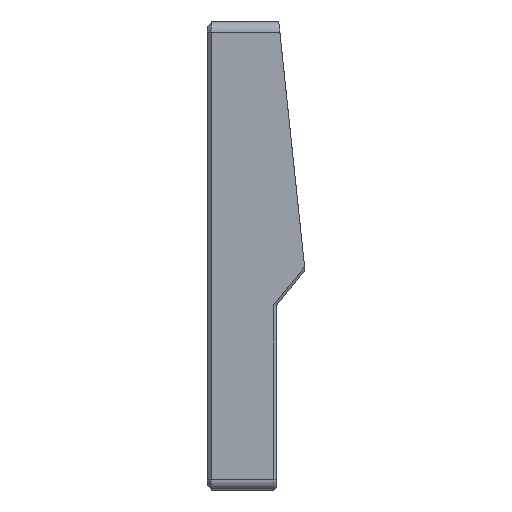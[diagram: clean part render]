
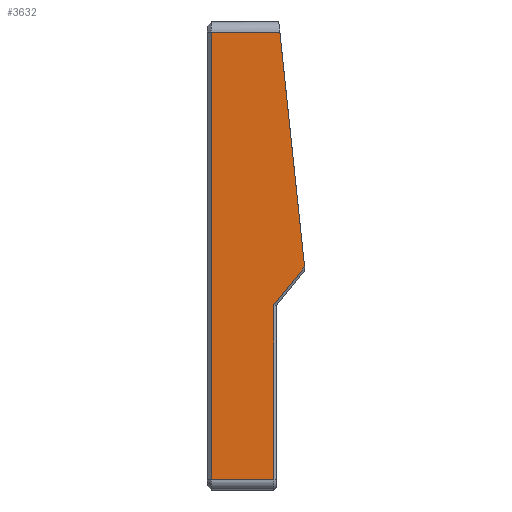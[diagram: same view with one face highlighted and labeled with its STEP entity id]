
A CAD part, left-side view. The second image highlights one B-rep face of the part: STEP entity #3632.
In plain terms, the highlighted planar face has unit normal (-1, 0, 0).
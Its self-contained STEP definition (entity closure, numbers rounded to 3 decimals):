
#63=PLANE('',#3873);
#269=FACE_OUTER_BOUND('',#470,.T.);
#470=EDGE_LOOP('',(#3185,#3186,#3187,#3188,#3189,#3190));
#992=LINE('',#9146,#1194);
#1015=LINE('',#12806,#1217);
#1018=LINE('',#12813,#1220);
#1021=LINE('',#14615,#1223);
#1023=LINE('',#14623,#1225);
#1024=LINE('',#14625,#1226);
#1194=VECTOR('',#4361,10.);
#1217=VECTOR('',#4446,10.);
#1220=VECTOR('',#4455,10.);
#1223=VECTOR('',#4472,10.);
#1225=VECTOR('',#4486,10.);
#1226=VECTOR('',#4489,10.);
#1584=VERTEX_POINT('',#9143);
#1585=VERTEX_POINT('',#9145);
#1605=VERTEX_POINT('',#12805);
#1606=VERTEX_POINT('',#12809);
#1607=VERTEX_POINT('',#14611);
#1608=VERTEX_POINT('',#14613);
#2059=EDGE_CURVE('',#1585,#1584,#992,.T.);
#2123=EDGE_CURVE('',#1585,#1605,#1015,.T.);
#2127=EDGE_CURVE('',#1605,#1606,#1018,.T.);
#2146=EDGE_CURVE('',#1608,#1607,#1021,.T.);
#2150=EDGE_CURVE('',#1607,#1584,#1023,.T.);
#2151=EDGE_CURVE('',#1606,#1608,#1024,.T.);
#3185=ORIENTED_EDGE('',*,*,#2123,.F.);
#3186=ORIENTED_EDGE('',*,*,#2059,.T.);
#3187=ORIENTED_EDGE('',*,*,#2150,.F.);
#3188=ORIENTED_EDGE('',*,*,#2146,.F.);
#3189=ORIENTED_EDGE('',*,*,#2151,.F.);
#3190=ORIENTED_EDGE('',*,*,#2127,.F.);
#3632=ADVANCED_FACE('',(#269),#63,.T.);
#3873=AXIS2_PLACEMENT_3D('',#14624,#4487,#4488);
#4361=DIRECTION('',(0.,0.105,0.995));
#4446=DIRECTION('',(0.,0.629,-0.777));
#4455=DIRECTION('',(0.,0.,-1.));
#4472=DIRECTION('',(0.,0.,1.));
#4486=DIRECTION('',(0.,-1.,0.));
#4487=DIRECTION('center_axis',(-1.,0.,0.));
#4488=DIRECTION('ref_axis',(0.,0.,1.));
#4489=DIRECTION('',(0.,1.,0.));
#9143=CARTESIAN_POINT('',(-130.325,-10.763,54.625));
#9145=CARTESIAN_POINT('',(-130.325,-16.785,-2.67));
#9146=CARTESIAN_POINT('',(-130.325,-19.568,-29.149));
#12805=CARTESIAN_POINT('',(-130.325,-9.3,-11.913));
#12806=CARTESIAN_POINT('',(-130.325,3.531,-27.757));
#12809=CARTESIAN_POINT('',(-130.325,-9.3,-54.625));
#12813=CARTESIAN_POINT('',(-130.325,-9.3,-57.125));
#14611=CARTESIAN_POINT('',(-130.325,6.,54.625));
#14613=CARTESIAN_POINT('',(-130.325,6.,-54.625));
#14615=CARTESIAN_POINT('',(-130.325,6.,-28.563));
#14623=CARTESIAN_POINT('',(-130.325,0.,54.625));
#14624=CARTESIAN_POINT('Origin',(-130.325,0.,-57.125));
#14625=CARTESIAN_POINT('',(-130.325,0.,-54.625));
